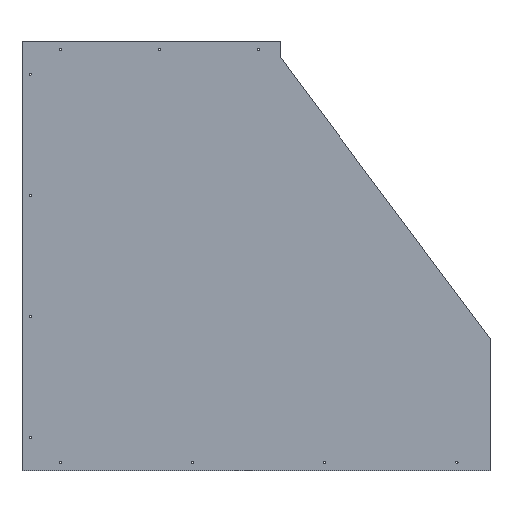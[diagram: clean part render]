
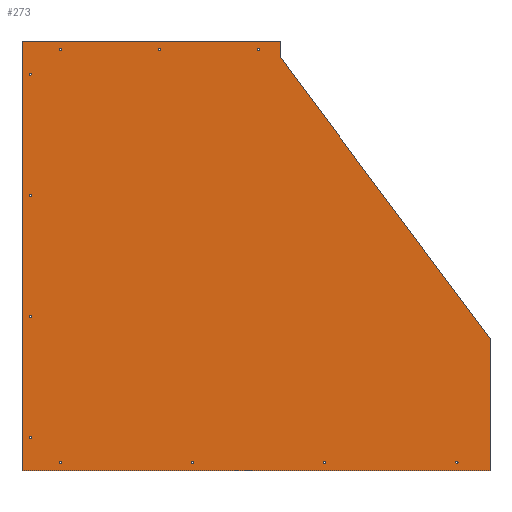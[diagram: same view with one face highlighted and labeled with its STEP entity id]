
A CAD part, top view. The second image highlights one B-rep face of the part: STEP entity #273.
In plain terms, the highlighted planar face has unit normal (0, 0, 1).
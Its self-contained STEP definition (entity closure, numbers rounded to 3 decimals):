
#24 = VERTEX_POINT('',#25);
#25 = CARTESIAN_POINT('',(0.,0.,15.));
#31 = EDGE_CURVE('',#24,#32,#34,.T.);
#32 = VERTEX_POINT('',#33);
#33 = CARTESIAN_POINT('',(0.,390.,15.));
#34 = LINE('',#35,#36);
#35 = CARTESIAN_POINT('',(0.,0.,15.));
#36 = VECTOR('',#37,1.);
#37 = DIRECTION('',(0.,1.,0.));
#64 = VERTEX_POINT('',#65);
#65 = CARTESIAN_POINT('',(425.,0.,15.));
#71 = EDGE_CURVE('',#64,#24,#72,.T.);
#72 = LINE('',#73,#74);
#73 = CARTESIAN_POINT('',(425.,0.,15.));
#74 = VECTOR('',#75,1.);
#75 = DIRECTION('',(-1.,0.,0.));
#93 = EDGE_CURVE('',#32,#94,#96,.T.);
#94 = VERTEX_POINT('',#95);
#95 = CARTESIAN_POINT('',(235.,390.,15.));
#96 = LINE('',#97,#98);
#97 = CARTESIAN_POINT('',(0.,390.,15.));
#98 = VECTOR('',#99,1.);
#99 = DIRECTION('',(1.,0.,0.));
#273 = ADVANCED_FACE('',(#274,#301,#312,#323,#334,#345,#356,#367,#378,
    #389,#400,#411),#422,.T.);
#274 = FACE_BOUND('',#275,.T.);
#275 = EDGE_LOOP('',(#276,#277,#278,#286,#294,#300));
#276 = ORIENTED_EDGE('',*,*,#31,.F.);
#277 = ORIENTED_EDGE('',*,*,#71,.F.);
#278 = ORIENTED_EDGE('',*,*,#279,.F.);
#279 = EDGE_CURVE('',#280,#64,#282,.T.);
#280 = VERTEX_POINT('',#281);
#281 = CARTESIAN_POINT('',(425.,120.,15.));
#282 = LINE('',#283,#284);
#283 = CARTESIAN_POINT('',(425.,120.,15.));
#284 = VECTOR('',#285,1.);
#285 = DIRECTION('',(0.,-1.,0.));
#286 = ORIENTED_EDGE('',*,*,#287,.F.);
#287 = EDGE_CURVE('',#288,#280,#290,.T.);
#288 = VERTEX_POINT('',#289);
#289 = CARTESIAN_POINT('',(235.,375.,15.));
#290 = LINE('',#291,#292);
#291 = CARTESIAN_POINT('',(235.,375.,15.));
#292 = VECTOR('',#293,1.);
#293 = DIRECTION('',(0.597,-0.802,0.));
#294 = ORIENTED_EDGE('',*,*,#295,.F.);
#295 = EDGE_CURVE('',#94,#288,#296,.T.);
#296 = LINE('',#297,#298);
#297 = CARTESIAN_POINT('',(235.,390.,15.));
#298 = VECTOR('',#299,1.);
#299 = DIRECTION('',(0.,-1.,0.));
#300 = ORIENTED_EDGE('',*,*,#93,.F.);
#301 = FACE_BOUND('',#302,.T.);
#302 = EDGE_LOOP('',(#303));
#303 = ORIENTED_EDGE('',*,*,#304,.F.);
#304 = EDGE_CURVE('',#305,#305,#307,.T.);
#305 = VERTEX_POINT('',#306);
#306 = CARTESIAN_POINT('',(8.5,30.,15.));
#307 = CIRCLE('',#308,1.);
#308 = AXIS2_PLACEMENT_3D('',#309,#310,#311);
#309 = CARTESIAN_POINT('',(7.5,30.,15.));
#310 = DIRECTION('',(0.,0.,1.));
#311 = DIRECTION('',(1.,0.,0.));
#312 = FACE_BOUND('',#313,.T.);
#313 = EDGE_LOOP('',(#314));
#314 = ORIENTED_EDGE('',*,*,#315,.F.);
#315 = EDGE_CURVE('',#316,#316,#318,.T.);
#316 = VERTEX_POINT('',#317);
#317 = CARTESIAN_POINT('',(36.,7.5,15.));
#318 = CIRCLE('',#319,1.);
#319 = AXIS2_PLACEMENT_3D('',#320,#321,#322);
#320 = CARTESIAN_POINT('',(35.,7.5,15.));
#321 = DIRECTION('',(0.,0.,1.));
#322 = DIRECTION('',(1.,0.,0.));
#323 = FACE_BOUND('',#324,.T.);
#324 = EDGE_LOOP('',(#325));
#325 = ORIENTED_EDGE('',*,*,#326,.F.);
#326 = EDGE_CURVE('',#327,#327,#329,.T.);
#327 = VERTEX_POINT('',#328);
#328 = CARTESIAN_POINT('',(156.,7.5,15.));
#329 = CIRCLE('',#330,1.);
#330 = AXIS2_PLACEMENT_3D('',#331,#332,#333);
#331 = CARTESIAN_POINT('',(155.,7.5,15.));
#332 = DIRECTION('',(0.,0.,1.));
#333 = DIRECTION('',(1.,0.,0.));
#334 = FACE_BOUND('',#335,.T.);
#335 = EDGE_LOOP('',(#336));
#336 = ORIENTED_EDGE('',*,*,#337,.F.);
#337 = EDGE_CURVE('',#338,#338,#340,.T.);
#338 = VERTEX_POINT('',#339);
#339 = CARTESIAN_POINT('',(8.5,140.,15.));
#340 = CIRCLE('',#341,1.);
#341 = AXIS2_PLACEMENT_3D('',#342,#343,#344);
#342 = CARTESIAN_POINT('',(7.5,140.,15.));
#343 = DIRECTION('',(0.,0.,1.));
#344 = DIRECTION('',(1.,0.,0.));
#345 = FACE_BOUND('',#346,.T.);
#346 = EDGE_LOOP('',(#347));
#347 = ORIENTED_EDGE('',*,*,#348,.F.);
#348 = EDGE_CURVE('',#349,#349,#351,.T.);
#349 = VERTEX_POINT('',#350);
#350 = CARTESIAN_POINT('',(276.,7.5,15.));
#351 = CIRCLE('',#352,1.);
#352 = AXIS2_PLACEMENT_3D('',#353,#354,#355);
#353 = CARTESIAN_POINT('',(275.,7.5,15.));
#354 = DIRECTION('',(0.,0.,1.));
#355 = DIRECTION('',(1.,0.,0.));
#356 = FACE_BOUND('',#357,.T.);
#357 = EDGE_LOOP('',(#358));
#358 = ORIENTED_EDGE('',*,*,#359,.F.);
#359 = EDGE_CURVE('',#360,#360,#362,.T.);
#360 = VERTEX_POINT('',#361);
#361 = CARTESIAN_POINT('',(396.,7.5,15.));
#362 = CIRCLE('',#363,1.);
#363 = AXIS2_PLACEMENT_3D('',#364,#365,#366);
#364 = CARTESIAN_POINT('',(395.,7.5,15.));
#365 = DIRECTION('',(0.,0.,1.));
#366 = DIRECTION('',(1.,0.,0.));
#367 = FACE_BOUND('',#368,.T.);
#368 = EDGE_LOOP('',(#369));
#369 = ORIENTED_EDGE('',*,*,#370,.F.);
#370 = EDGE_CURVE('',#371,#371,#373,.T.);
#371 = VERTEX_POINT('',#372);
#372 = CARTESIAN_POINT('',(8.5,250.,15.));
#373 = CIRCLE('',#374,1.);
#374 = AXIS2_PLACEMENT_3D('',#375,#376,#377);
#375 = CARTESIAN_POINT('',(7.5,250.,15.));
#376 = DIRECTION('',(0.,0.,1.));
#377 = DIRECTION('',(1.,0.,0.));
#378 = FACE_BOUND('',#379,.T.);
#379 = EDGE_LOOP('',(#380));
#380 = ORIENTED_EDGE('',*,*,#381,.F.);
#381 = EDGE_CURVE('',#382,#382,#384,.T.);
#382 = VERTEX_POINT('',#383);
#383 = CARTESIAN_POINT('',(8.5,360.,15.));
#384 = CIRCLE('',#385,1.);
#385 = AXIS2_PLACEMENT_3D('',#386,#387,#388);
#386 = CARTESIAN_POINT('',(7.5,360.,15.));
#387 = DIRECTION('',(0.,0.,1.));
#388 = DIRECTION('',(1.,0.,0.));
#389 = FACE_BOUND('',#390,.T.);
#390 = EDGE_LOOP('',(#391));
#391 = ORIENTED_EDGE('',*,*,#392,.F.);
#392 = EDGE_CURVE('',#393,#393,#395,.T.);
#393 = VERTEX_POINT('',#394);
#394 = CARTESIAN_POINT('',(36.,382.5,15.));
#395 = CIRCLE('',#396,1.);
#396 = AXIS2_PLACEMENT_3D('',#397,#398,#399);
#397 = CARTESIAN_POINT('',(35.,382.5,15.));
#398 = DIRECTION('',(0.,0.,1.));
#399 = DIRECTION('',(1.,0.,0.));
#400 = FACE_BOUND('',#401,.T.);
#401 = EDGE_LOOP('',(#402));
#402 = ORIENTED_EDGE('',*,*,#403,.F.);
#403 = EDGE_CURVE('',#404,#404,#406,.T.);
#404 = VERTEX_POINT('',#405);
#405 = CARTESIAN_POINT('',(126.,382.5,15.));
#406 = CIRCLE('',#407,1.);
#407 = AXIS2_PLACEMENT_3D('',#408,#409,#410);
#408 = CARTESIAN_POINT('',(125.,382.5,15.));
#409 = DIRECTION('',(0.,0.,1.));
#410 = DIRECTION('',(1.,0.,0.));
#411 = FACE_BOUND('',#412,.T.);
#412 = EDGE_LOOP('',(#413));
#413 = ORIENTED_EDGE('',*,*,#414,.F.);
#414 = EDGE_CURVE('',#415,#415,#417,.T.);
#415 = VERTEX_POINT('',#416);
#416 = CARTESIAN_POINT('',(216.,382.5,15.));
#417 = CIRCLE('',#418,1.);
#418 = AXIS2_PLACEMENT_3D('',#419,#420,#421);
#419 = CARTESIAN_POINT('',(215.,382.5,15.));
#420 = DIRECTION('',(0.,0.,1.));
#421 = DIRECTION('',(1.,0.,0.));
#422 = PLANE('',#423);
#423 = AXIS2_PLACEMENT_3D('',#424,#425,#426);
#424 = CARTESIAN_POINT('',(184.558,172.55,15.));
#425 = DIRECTION('',(0.,0.,1.));
#426 = DIRECTION('',(1.,0.,0.));
